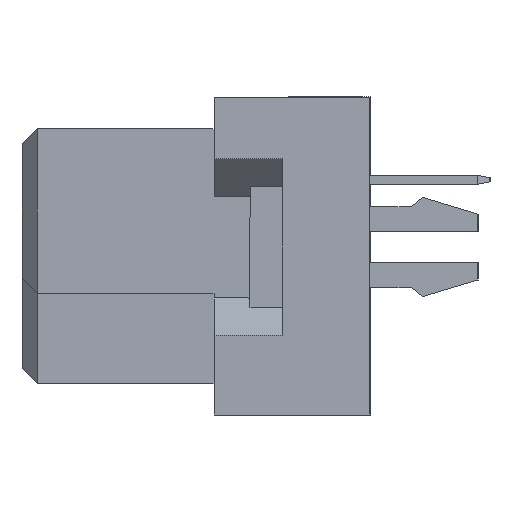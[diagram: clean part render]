
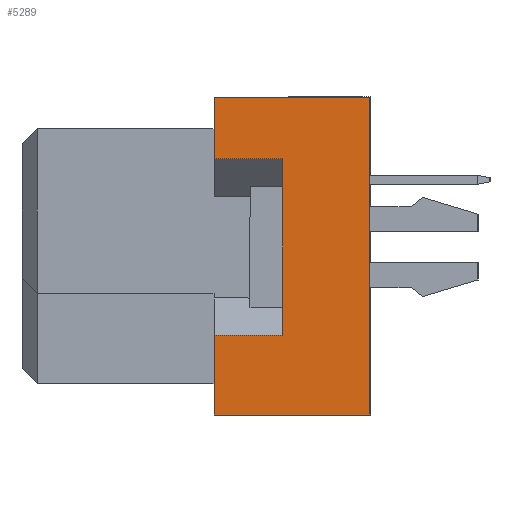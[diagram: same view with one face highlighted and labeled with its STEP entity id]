
A CAD part, left-side view. The second image highlights one B-rep face of the part: STEP entity #5289.
In plain terms, the highlighted planar face has unit normal (-1, 0, 0).
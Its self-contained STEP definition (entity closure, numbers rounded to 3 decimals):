
#192 = LINE ( 'NONE', #17573, #6817 ) ;
#214 = ORIENTED_EDGE ( 'NONE', *, *, #8512, .F. ) ;
#377 = VERTEX_POINT ( 'NONE', #13365 ) ;
#861 = DIRECTION ( 'NONE',  ( 0., 0., 1. ) ) ;
#1058 = EDGE_CURVE ( 'NONE', #3760, #13208, #5253, .T. ) ;
#1524 = ORIENTED_EDGE ( 'NONE', *, *, #20477, .T. ) ;
#1747 = EDGE_CURVE ( 'NONE', #5667, #377, #20487, .T. ) ;
#2312 = VECTOR ( 'NONE', #861, 1000. ) ;
#2421 = LINE ( 'NONE', #10485, #14050 ) ;
#2532 = EDGE_CURVE ( 'NONE', #3760, #15563, #12168, .T. ) ;
#2618 = DIRECTION ( 'NONE',  ( -1., 0., 0. ) ) ;
#2789 = VERTEX_POINT ( 'NONE', #19659 ) ;
#3394 = VECTOR ( 'NONE', #9887, 1000. ) ;
#3760 = VERTEX_POINT ( 'NONE', #5898 ) ;
#3984 = CARTESIAN_POINT ( 'NONE',  ( -27.5, -6.4, -5.3 ) ) ;
#4352 = LINE ( 'NONE', #12204, #10771 ) ;
#4372 = CARTESIAN_POINT ( 'NONE',  ( -27.5, -8.7, -2.65 ) ) ;
#4792 = EDGE_CURVE ( 'NONE', #5667, #2789, #19717, .T. ) ;
#4894 = VECTOR ( 'NONE', #17043, 1000. ) ;
#5253 = LINE ( 'NONE', #11625, #8185 ) ;
#5289 = ADVANCED_FACE ( 'NONE', ( #10578 ), #19803, .T. ) ;
#5667 = VERTEX_POINT ( 'NONE', #5753 ) ;
#5753 = CARTESIAN_POINT ( 'NONE',  ( -27.5, -8.7, -2.65 ) ) ;
#5898 = CARTESIAN_POINT ( 'NONE',  ( -27.5, -11.6, -5.3 ) ) ;
#6817 = VECTOR ( 'NONE', #12960, 1000. ) ;
#7392 = DIRECTION ( 'NONE',  ( 0., 1., 0. ) ) ;
#8067 = ORIENTED_EDGE ( 'NONE', *, *, #1058, .F. ) ;
#8089 = LINE ( 'NONE', #12897, #19780 ) ;
#8185 = VECTOR ( 'NONE', #12986, 1000. ) ;
#8512 = EDGE_CURVE ( 'NONE', #12588, #14709, #8089, .T. ) ;
#8591 = ORIENTED_EDGE ( 'NONE', *, *, #12249, .F. ) ;
#8754 = EDGE_CURVE ( 'NONE', #13208, #377, #2421, .T. ) ;
#9663 = ORIENTED_EDGE ( 'NONE', *, *, #8754, .F. ) ;
#9887 = DIRECTION ( 'NONE',  ( 0., 0., 1. ) ) ;
#9909 = EDGE_LOOP ( 'NONE', ( #12740, #9663, #8067, #17318, #1524, #214, #8591, #19650 ) ) ;
#10097 = CARTESIAN_POINT ( 'NONE',  ( -27.5, -8.7, -2.65 ) ) ;
#10485 = CARTESIAN_POINT ( 'NONE',  ( -27.5, -6.4, -5.3 ) ) ;
#10578 = FACE_OUTER_BOUND ( 'NONE', #9909, .T. ) ;
#10771 = VECTOR ( 'NONE', #7392, 1000. ) ;
#11625 = CARTESIAN_POINT ( 'NONE',  ( -27.5, -11.6, -5.3 ) ) ;
#12168 = LINE ( 'NONE', #15304, #2312 ) ;
#12204 = CARTESIAN_POINT ( 'NONE',  ( -27.5, -8.7, 3.25 ) ) ;
#12249 = EDGE_CURVE ( 'NONE', #2789, #12588, #4352, .T. ) ;
#12257 = DIRECTION ( 'NONE',  ( 0., 0., 1. ) ) ;
#12400 = AXIS2_PLACEMENT_3D ( 'NONE', #13717, #2618, #15088 ) ;
#12588 = VERTEX_POINT ( 'NONE', #15005 ) ;
#12740 = ORIENTED_EDGE ( 'NONE', *, *, #1747, .T. ) ;
#12897 = CARTESIAN_POINT ( 'NONE',  ( -27.5, -6.4, -5.3 ) ) ;
#12960 = DIRECTION ( 'NONE',  ( 0., 1., 0. ) ) ;
#12986 = DIRECTION ( 'NONE',  ( 0., 1., 0. ) ) ;
#13208 = VERTEX_POINT ( 'NONE', #3984 ) ;
#13365 = CARTESIAN_POINT ( 'NONE',  ( -27.5, -6.4, -2.65 ) ) ;
#13717 = CARTESIAN_POINT ( 'NONE',  ( -27.5, -11.6, 5.3 ) ) ;
#14050 = VECTOR ( 'NONE', #12257, 1000. ) ;
#14709 = VERTEX_POINT ( 'NONE', #16187 ) ;
#15005 = CARTESIAN_POINT ( 'NONE',  ( -27.5, -6.4, 3.25 ) ) ;
#15088 = DIRECTION ( 'NONE',  ( 0., 0., 1. ) ) ;
#15304 = CARTESIAN_POINT ( 'NONE',  ( -27.5, -11.6, 5.3 ) ) ;
#15563 = VERTEX_POINT ( 'NONE', #16419 ) ;
#16187 = CARTESIAN_POINT ( 'NONE',  ( -27.5, -6.4, 5.3 ) ) ;
#16419 = CARTESIAN_POINT ( 'NONE',  ( -27.5, -11.6, 5.3 ) ) ;
#17043 = DIRECTION ( 'NONE',  ( 0., 1., 0. ) ) ;
#17318 = ORIENTED_EDGE ( 'NONE', *, *, #2532, .T. ) ;
#17573 = CARTESIAN_POINT ( 'NONE',  ( -27.5, -11.6, 5.3 ) ) ;
#19288 = DIRECTION ( 'NONE',  ( 0., 0., 1. ) ) ;
#19650 = ORIENTED_EDGE ( 'NONE', *, *, #4792, .F. ) ;
#19659 = CARTESIAN_POINT ( 'NONE',  ( -27.5, -8.7, 3.25 ) ) ;
#19717 = LINE ( 'NONE', #10097, #3394 ) ;
#19780 = VECTOR ( 'NONE', #19288, 1000. ) ;
#19803 = PLANE ( 'NONE',  #12400 ) ;
#20477 = EDGE_CURVE ( 'NONE', #15563, #14709, #192, .T. ) ;
#20487 = LINE ( 'NONE', #4372, #4894 ) ;
